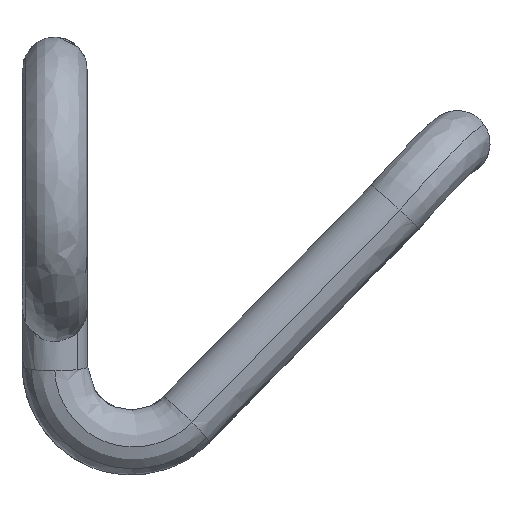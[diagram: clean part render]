
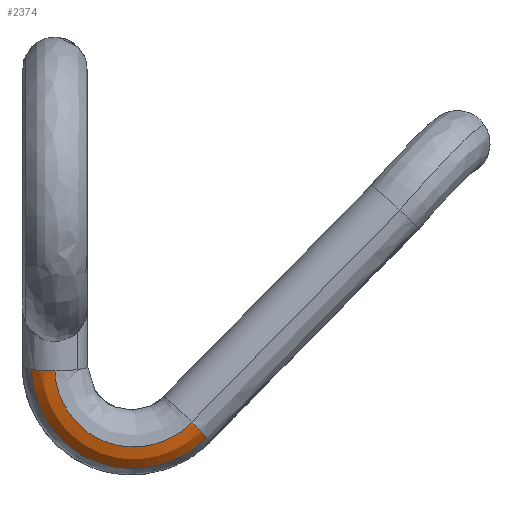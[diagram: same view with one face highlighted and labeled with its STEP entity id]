
A CAD part, left-side view. The second image highlights one B-rep face of the part: STEP entity #2374.
In plain terms, the highlighted free-form (B-spline) face has degree [3, 3] with [5, 7] control points.
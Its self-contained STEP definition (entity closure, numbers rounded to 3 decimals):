
#272=CARTESIAN_POINT('',(-5.74,7.831,-4.154));
#273=VERTEX_POINT('',#272);
#283=CARTESIAN_POINT('',(-5.934,7.4,-4.181));
#284=VERTEX_POINT('',#283);
#285=CARTESIAN_POINT('',(-5.934,7.4,-4.181));
#286=CARTESIAN_POINT('',(-5.934,7.563,-4.181));
#287=CARTESIAN_POINT('',(-5.858,7.719,-4.17));
#288=CARTESIAN_POINT('',(-5.74,7.831,-4.154));
#289=B_SPLINE_CURVE_WITH_KNOTS('',3,(#285,#286,#287,#288),.UNSPECIFIED.,.F.,.U.,(4,4),(0.0,0.13),.UNSPECIFIED.);
#290=EDGE_CURVE('',#284,#273,#289,.T.);
#2273=CARTESIAN_POINT('',(-5.693,4.882,-5.121));
#2274=VERTEX_POINT('',#2273);
#2275=CARTESIAN_POINT('',(-5.693,4.882,-5.121));
#2276=CARTESIAN_POINT('',(-5.695,5.283,-5.547));
#2277=CARTESIAN_POINT('',(-5.732,5.923,-5.689));
#2278=CARTESIAN_POINT('',(-5.834,6.991,-5.29));
#2279=CARTESIAN_POINT('',(-5.896,7.379,-4.764));
#2280=CARTESIAN_POINT('',(-5.934,7.4,-4.181));
#2281=B_SPLINE_CURVE_WITH_KNOTS('',3,(#2275,#2276,#2277,#2278,#2279,#2280),.UNSPECIFIED.,.F.,.U.,(4,2,4),(0.0,0.5,1.0),.UNSPECIFIED.);
#2282=EDGE_CURVE('',#2274,#284,#2281,.T.);
#2299=CARTESIAN_POINT('',(-5.431,4.615,-5.414));
#2300=VERTEX_POINT('',#2299);
#2312=CARTESIAN_POINT('',(-5.431,4.615,-5.414));
#2313=CARTESIAN_POINT('',(-5.435,5.139,-5.952));
#2314=CARTESIAN_POINT('',(-5.483,5.963,-6.122));
#2315=CARTESIAN_POINT('',(-5.614,7.327,-5.587));
#2316=CARTESIAN_POINT('',(-5.692,7.815,-4.904));
#2317=CARTESIAN_POINT('',(-5.74,7.831,-4.154));
#2318=B_SPLINE_CURVE_WITH_KNOTS('',3,(#2312,#2313,#2314,#2315,#2316,#2317),.UNSPECIFIED.,.F.,.U.,(4,2,4),(0.0,0.5,1.0),.UNSPECIFIED.);
#2319=EDGE_CURVE('',#2300,#273,#2318,.T.);
#2324=CARTESIAN_POINT('',(-5.694,4.861,-5.092));
#2325=CARTESIAN_POINT('',(-5.681,4.802,-5.149));
#2326=CARTESIAN_POINT('',(-5.621,4.691,-5.261));
#2327=CARTESIAN_POINT('',(-5.497,4.611,-5.349));
#2328=CARTESIAN_POINT('',(-5.427,4.582,-5.384));
#2329=CARTESIAN_POINT('',(-5.694,5.06,-5.314));
#2330=CARTESIAN_POINT('',(-5.683,5.012,-5.384));
#2331=CARTESIAN_POINT('',(-5.62,4.925,-5.518));
#2332=CARTESIAN_POINT('',(-5.499,4.865,-5.624));
#2333=CARTESIAN_POINT('',(-5.428,4.844,-5.667));
#2334=CARTESIAN_POINT('',(-5.713,5.586,-5.612));
#2335=CARTESIAN_POINT('',(-5.703,5.569,-5.698));
#2336=CARTESIAN_POINT('',(-5.642,5.542,-5.861));
#2337=CARTESIAN_POINT('',(-5.522,5.531,-5.989));
#2338=CARTESIAN_POINT('',(-5.453,5.529,-6.04));
#2339=CARTESIAN_POINT('',(-5.758,6.184,-5.586));
#2340=CARTESIAN_POINT('',(-5.75,6.2,-5.669));
#2341=CARTESIAN_POINT('',(-5.694,6.239,-5.826));
#2342=CARTESIAN_POINT('',(-5.579,6.281,-5.946));
#2343=CARTESIAN_POINT('',(-5.511,6.3,-5.994));
#2344=CARTESIAN_POINT('',(-5.836,6.998,-5.282));
#2345=CARTESIAN_POINT('',(-5.831,7.061,-5.346));
#2346=CARTESIAN_POINT('',(-5.781,7.188,-5.464));
#2347=CARTESIAN_POINT('',(-5.674,7.298,-5.55));
#2348=CARTESIAN_POINT('',(-5.611,7.345,-5.583));
#2349=CARTESIAN_POINT('',(-5.898,7.389,-4.741));
#2350=CARTESIAN_POINT('',(-5.897,7.473,-4.773));
#2351=CARTESIAN_POINT('',(-5.855,7.639,-4.829));
#2352=CARTESIAN_POINT('',(-5.753,7.779,-4.865));
#2353=CARTESIAN_POINT('',(-5.691,7.838,-4.877));
#2354=CARTESIAN_POINT('',(-5.936,7.396,-4.146));
#2355=CARTESIAN_POINT('',(-5.937,7.479,-4.144));
#2356=CARTESIAN_POINT('',(-5.899,7.642,-4.135));
#2357=CARTESIAN_POINT('',(-5.8,7.778,-4.118));
#2358=CARTESIAN_POINT('',(-5.74,7.835,-4.109));
#2359=B_SPLINE_SURFACE_WITH_KNOTS('',3,3,((#2324,#2329,#2334,#2339,#2344,#2349,#2354),(#2325,#2330,#2335,#2340,#2345,#2350,#2355),(#2326,#2331,#2336,#2341,#2346,#2351,#2356),(#2327,#2332,#2337,#2342,#2347,#2352,#2357),(#2328,#2333,#2338,#2343,#2348,#2353,#2358)),.UNSPECIFIED.,.F.,.F.,.U.,(4,1,4),(4,1,2,4),(0.0,0.25,0.5),(0.0,1.155,2.31,4.62),.UNSPECIFIED.);
#2360=ORIENTED_EDGE('',*,*,#290,.T.);
#2361=ORIENTED_EDGE('',*,*,#2319,.F.);
#2362=CARTESIAN_POINT('',(-5.693,4.882,-5.121));
#2363=CARTESIAN_POINT('',(-5.664,4.768,-5.237));
#2364=CARTESIAN_POINT('',(-5.582,4.681,-5.332));
#2365=CARTESIAN_POINT('',(-5.442,4.619,-5.409));
#2366=CARTESIAN_POINT('',(-5.437,4.617,-5.412));
#2367=CARTESIAN_POINT('',(-5.431,4.615,-5.414));
#2368=B_SPLINE_CURVE_WITH_KNOTS('',3,(#2362,#2363,#2364,#2365,#2366,#2367),.UNSPECIFIED.,.F.,.U.,(4,2,4),(0.0,0.25,0.26),.UNSPECIFIED.);
#2369=EDGE_CURVE('',#2274,#2300,#2368,.T.);
#2370=ORIENTED_EDGE('',*,*,#2369,.F.);
#2371=ORIENTED_EDGE('',*,*,#2282,.T.);
#2372=EDGE_LOOP('',(#2360,#2361,#2370,#2371));
#2373=FACE_OUTER_BOUND('',#2372,.T.);
#2374=ADVANCED_FACE('',(#2373),#2359,.F.);
